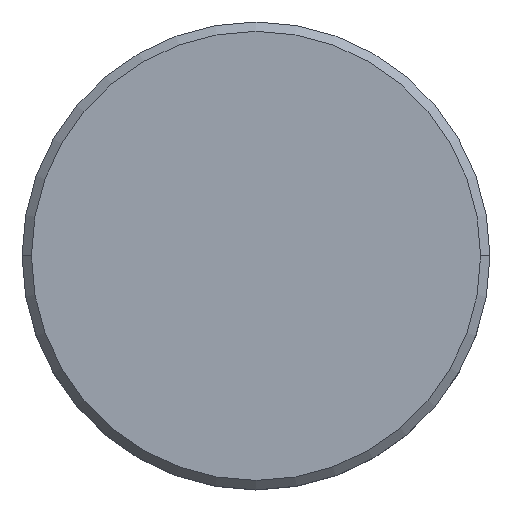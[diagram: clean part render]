
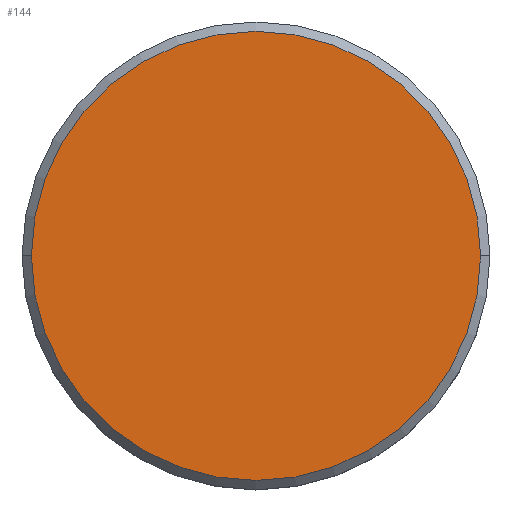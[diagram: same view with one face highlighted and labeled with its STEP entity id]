
A CAD part, top view. The second image highlights one B-rep face of the part: STEP entity #144.
In plain terms, the highlighted planar face has unit normal (0, 0, 1).
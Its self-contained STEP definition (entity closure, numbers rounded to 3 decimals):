
#6 = VERTEX_POINT ( 'NONE', #483 ) ;
#33 = AXIS2_PLACEMENT_3D ( 'NONE', #795, #168, #709 ) ;
#44 = EDGE_CURVE ( 'NONE', #6, #177, #699, .T. ) ;
#111 = AXIS2_PLACEMENT_3D ( 'NONE', #949, #404, #657 ) ;
#144 = ADVANCED_FACE ( 'NONE', ( #592 ), #759, .T. ) ;
#168 = DIRECTION ( 'NONE',  ( 0., 0., 1. ) ) ;
#177 = VERTEX_POINT ( 'NONE', #344 ) ;
#317 = AXIS2_PLACEMENT_3D ( 'NONE', #553, #1008, #1095 ) ;
#344 = CARTESIAN_POINT ( 'NONE',  ( -12., 0., 0. ) ) ;
#404 = DIRECTION ( 'NONE',  ( 0., 0., 1. ) ) ;
#419 = ORIENTED_EDGE ( 'NONE', *, *, #813, .T. ) ;
#439 = ORIENTED_EDGE ( 'NONE', *, *, #44, .T. ) ;
#483 = CARTESIAN_POINT ( 'NONE',  ( 12., 0., 0. ) ) ;
#553 = CARTESIAN_POINT ( 'NONE',  ( 0., 0., 0. ) ) ;
#592 = FACE_OUTER_BOUND ( 'NONE', #1036, .T. ) ;
#657 = DIRECTION ( 'NONE',  ( 1., 0., 0. ) ) ;
#699 = CIRCLE ( 'NONE', #317, 12. ) ;
#709 = DIRECTION ( 'NONE',  ( 1., 0., 0. ) ) ;
#759 = PLANE ( 'NONE',  #111 ) ;
#795 = CARTESIAN_POINT ( 'NONE',  ( 0., 0., 0. ) ) ;
#813 = EDGE_CURVE ( 'NONE', #177, #6, #1047, .T. ) ;
#949 = CARTESIAN_POINT ( 'NONE',  ( 0., 0., 0. ) ) ;
#1008 = DIRECTION ( 'NONE',  ( 0., 0., 1. ) ) ;
#1036 = EDGE_LOOP ( 'NONE', ( #419, #439 ) ) ;
#1047 = CIRCLE ( 'NONE', #33, 12. ) ;
#1095 = DIRECTION ( 'NONE',  ( 1., 0., 0. ) ) ;
